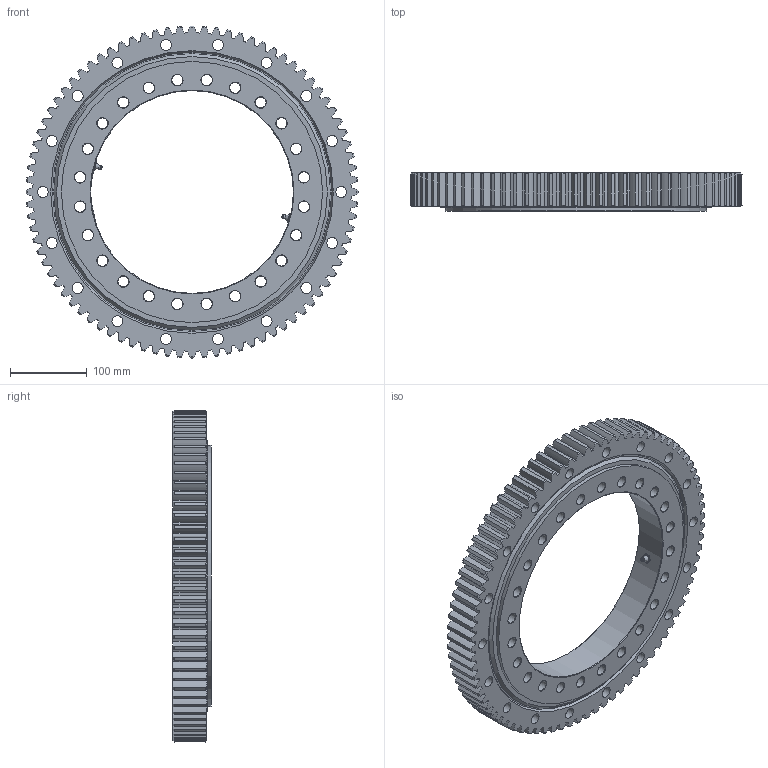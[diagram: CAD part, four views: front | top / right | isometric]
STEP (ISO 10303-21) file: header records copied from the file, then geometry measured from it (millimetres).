
FILE_DESCRIPTION(/* description */ (''),/* implementation_level */ '2;1');
FILE_NAME(/* name */ '30E.0343.19.001.stp',/* time_stamp */ '2025-06-04T11:29:52-04:00',/* author */ ('richard.potesta'),/* organization */ (''),/* preprocessor_version */ 'ST-DEVELOPER v20.1',/* originating_system */ 'Autodesk Inventor 2026',/* authorisation */ '');
FILE_SCHEMA (('AUTOMOTIVE_DESIGN { 1 0 10303 214 3 1 1 }'));
Length unit declared in the file: inch
Products named in the file (4): 30E.0343.19.001; 30E.0343.19.001_1; Spur Gears; 1_8 NPT Fitting
Assembly tree (4 placements, depth 2):
  30E.0343.19.001
    30E.0343.19.001_1
    Spur Gears
    1_8 NPT Fitting  x2
Bounding box: 433.98 x 49.99 x 433.98 mm (x, y, z)
Volume: 3369252.5 mm3; surface area: 667915.4 mm2
Topology: 7 solids, 7 shells, 819 faces, 2340 edges, 1544 vertices
Faces by surface type: cylinder 398, cone 236, torus 83, sphere 58, plane 38, bspline 6
Full cylindrical faces by diameter (mm): 2.536 x4, 14.275 x42, 22.225 x1, 22.276 x1, 264.998 x1, 327.376 x1, 327.401 x1, 341.376 x3, 344.424 x3, 358.399 x1, 358.424 x1
Entity records: 35758 total; most frequent: CARTESIAN_POINT 14674, ORIENTED_EDGE 4538, DIRECTION 4422, EDGE_CURVE 2269, AXIS2_PLACEMENT_3D 1980, VERTEX_POINT 1497, CIRCLE 1182, EDGE_LOOP 892
